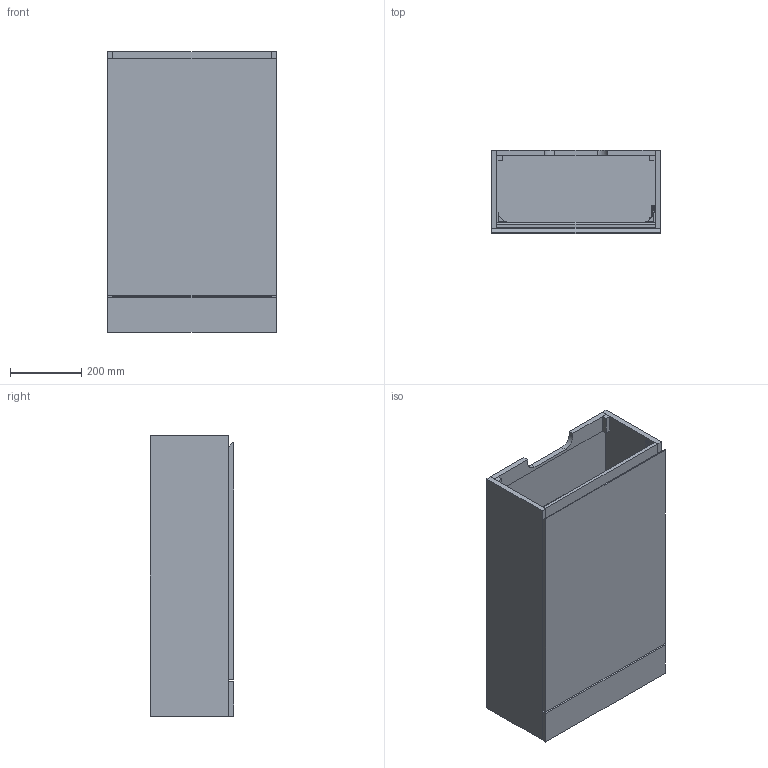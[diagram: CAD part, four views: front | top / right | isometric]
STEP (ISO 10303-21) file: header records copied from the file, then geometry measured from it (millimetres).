
FILE_DESCRIPTION(/* description */ (''),/* implementation_level */ '2;1');
FILE_NAME(/* name */ 'STEP - RCE-454094-WHT_9506947',/* time_stamp */ '2025-03-21T13:38:46+11:00',/* author */ (''),/* organization */ (''),/* preprocessor_version */ 'ST-DEVELOPER v16.5',/* originating_system */ 'Rhino 7.37',/* authorisation */ '');
FILE_SCHEMA (('AUTOMOTIVE_DESIGN'));
Length unit declared in the file: millimetre
Products named in the file (1): Document
Bounding box: 475 x 235 x 790 mm (x, y, z)
Volume: 15116450.5 mm3; surface area: 2727656.7 mm2
Topology: 32 solids, 50 shells, 1164 faces, 3154 edges, 2038 vertices
Faces by surface type: plane 536, cylinder 402, bspline 226
Full cylindrical faces by diameter (mm): 1 x2, 2 x6, 3 x30, 3.275 x2, 4 x8, 5 x4, 6 x4, 7 x2, 35 x2
Entity records: 42466 total; most frequent: CARTESIAN_POINT 22689, ORIENTED_EDGE 6146, EDGE_CURVE 3126, VERTEX_POINT 2038, B_SPLINE_CURVE_WITH_KNOTS 1742, EDGE_LOOP 1306, ADVANCED_FACE 1164, FACE_OUTER_BOUND 1164
